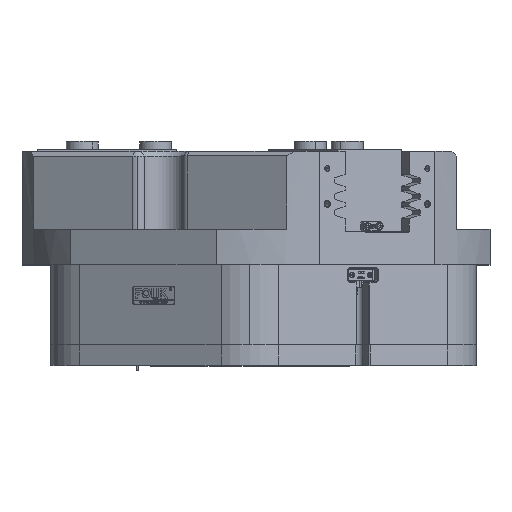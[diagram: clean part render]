
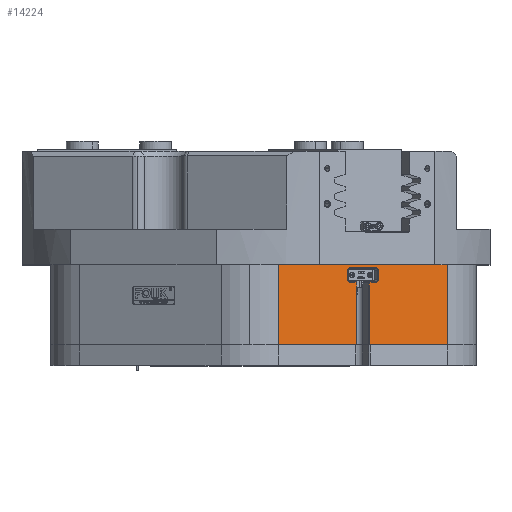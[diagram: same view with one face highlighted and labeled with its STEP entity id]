
A CAD part, top view. The second image highlights one B-rep face of the part: STEP entity #14224.
In plain terms, the highlighted planar face has unit normal (0.5, 0, 0.866).
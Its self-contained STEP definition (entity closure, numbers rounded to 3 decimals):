
#367 = VERTEX_POINT ( 'NONE', #53724 ) ;
#371 = DIRECTION ( 'NONE',  ( 0., 1., 0. ) ) ;
#394 = DIRECTION ( 'NONE',  ( -0.5, 0., -0.866 ) ) ;
#448 = ORIENTED_EDGE ( 'NONE', *, *, #18568, .T. ) ;
#939 = VECTOR ( 'NONE', #12003, 1000. ) ;
#1410 = CARTESIAN_POINT ( 'NONE',  ( 102.258, 67.3, 151.117 ) ) ;
#1676 = ORIENTED_EDGE ( 'NONE', *, *, #38776, .T. ) ;
#1765 = VECTOR ( 'NONE', #40702, 1000. ) ;
#2109 = CIRCLE ( 'NONE', #56333, 2.3 ) ;
#2243 = ORIENTED_EDGE ( 'NONE', *, *, #22766, .T. ) ;
#2513 = CIRCLE ( 'NONE', #50322, 2.3 ) ;
#2736 = LINE ( 'NONE', #29959, #38355 ) ;
#2866 = DIRECTION ( 'NONE',  ( 0., -1., 0. ) ) ;
#2874 = DIRECTION ( 'NONE',  ( -0.866, 0., 0.5 ) ) ;
#3026 = CARTESIAN_POINT ( 'NONE',  ( 96.456, 54., 154.467 ) ) ;
#3036 = DIRECTION ( 'NONE',  ( -0.5, 0., -0.866 ) ) ;
#3335 = ORIENTED_EDGE ( 'NONE', *, *, #56160, .T. ) ;
#3452 = CARTESIAN_POINT ( 'NONE',  ( 79.742, 54.7, 164.117 ) ) ;
#3634 = DIRECTION ( 'NONE',  ( 0.866, 0., -0.5 ) ) ;
#4004 = VERTEX_POINT ( 'NONE', #1410 ) ;
#4233 = VERTEX_POINT ( 'NONE', #52510 ) ;
#4569 = CARTESIAN_POINT ( 'NONE',  ( 165., 70., 114.893 ) ) ;
#4782 = ORIENTED_EDGE ( 'NONE', *, *, #10291, .F. ) ;
#4920 = CARTESIAN_POINT ( 'NONE',  ( 79.742, 67.3, 164.117 ) ) ;
#5810 = DIRECTION ( 'NONE',  ( -0.866, 0., 0.5 ) ) ;
#6063 = ORIENTED_EDGE ( 'NONE', *, *, #51232, .T. ) ;
#6080 = DIRECTION ( 'NONE',  ( 0.5, 0., 0.866 ) ) ;
#6379 = ORIENTED_EDGE ( 'NONE', *, *, #18818, .T. ) ;
#6511 = EDGE_CURVE ( 'NONE', #22293, #6597, #35838, .T. ) ;
#6597 = VERTEX_POINT ( 'NONE', #4569 ) ;
#6665 = EDGE_LOOP ( 'NONE', ( #4782, #57905, #34956, #47812, #448, #1676, #55330, #6063, #36561, #20805, #6379, #2243, #32841, #3335, #13222, #59054, #48475, #14529 ) ) ;
#7108 = VECTOR ( 'NONE', #371, 1000. ) ;
#7604 = CIRCLE ( 'NONE', #19217, 2.3 ) ;
#7730 = LINE ( 'NONE', #13259, #36172 ) ;
#7846 = CIRCLE ( 'NONE', #58566, 2.3 ) ;
#8610 = CARTESIAN_POINT ( 'NONE',  ( 77.75, 57., 165.267 ) ) ;
#9341 = VECTOR ( 'NONE', #11611, 1000. ) ;
#10291 = EDGE_CURVE ( 'NONE', #13834, #20993, #58219, .T. ) ;
#10862 = VERTEX_POINT ( 'NONE', #39211 ) ;
#11546 = CIRCLE ( 'NONE', #31476, 0.7 ) ;
#11611 = DIRECTION ( 'NONE',  ( -0.866, 0., 0.5 ) ) ;
#11695 = LINE ( 'NONE', #49507, #50732 ) ;
#12003 = DIRECTION ( 'NONE',  ( 0., 1., 0. ) ) ;
#12584 = CARTESIAN_POINT ( 'NONE',  ( 165., 70., 114.893 ) ) ;
#12878 = CARTESIAN_POINT ( 'NONE',  ( 364., 67.3, 0. ) ) ;
#13222 = ORIENTED_EDGE ( 'NONE', *, *, #21063, .F. ) ;
#13259 = CARTESIAN_POINT ( 'NONE',  ( 79.742, 54.7, 164.117 ) ) ;
#13784 = CARTESIAN_POINT ( 'NONE',  ( 85.544, 54., 160.767 ) ) ;
#13834 = VERTEX_POINT ( 'NONE', #57808 ) ;
#13897 = CARTESIAN_POINT ( 'NONE',  ( 96.456, 0., 154.467 ) ) ;
#14224 = ADVANCED_FACE ( 'NONE', ( #41672 ), #15662, .T. ) ;
#14529 = ORIENTED_EDGE ( 'NONE', *, *, #45218, .T. ) ;
#14998 = CARTESIAN_POINT ( 'NONE',  ( 364., 70., 0. ) ) ;
#15456 = DIRECTION ( 'NONE',  ( -0.5, 0., -0.866 ) ) ;
#15662 = PLANE ( 'NONE',  #28369 ) ;
#16231 = CARTESIAN_POINT ( 'NONE',  ( 364., 0., 0. ) ) ;
#16455 = LINE ( 'NONE', #57837, #28524 ) ;
#17274 = VERTEX_POINT ( 'NONE', #3026 ) ;
#17832 = CARTESIAN_POINT ( 'NONE',  ( 104.25, 57., 149.967 ) ) ;
#17865 = EDGE_CURVE ( 'NONE', #4233, #17274, #11546, .T. ) ;
#18242 = VERTEX_POINT ( 'NONE', #49416 ) ;
#18568 = EDGE_CURVE ( 'NONE', #41547, #34223, #2109, .T. ) ;
#18780 = DIRECTION ( 'NONE',  ( 0.866, 0., -0.5 ) ) ;
#18818 = EDGE_CURVE ( 'NONE', #31386, #55411, #7846, .T. ) ;
#19217 = AXIS2_PLACEMENT_3D ( 'NONE', #24163, #15456, #55975 ) ;
#19468 = DIRECTION ( 'NONE',  ( 0.5, 0., 0.866 ) ) ;
#20038 = LINE ( 'NONE', #38826, #9341 ) ;
#20805 = ORIENTED_EDGE ( 'NONE', *, *, #30362, .T. ) ;
#20993 = VERTEX_POINT ( 'NONE', #43976 ) ;
#21063 = EDGE_CURVE ( 'NONE', #22293, #56179, #20038, .T. ) ;
#21955 = CARTESIAN_POINT ( 'NONE',  ( 79.742, 57., 164.117 ) ) ;
#22293 = VERTEX_POINT ( 'NONE', #34587 ) ;
#22616 = LINE ( 'NONE', #12878, #43992 ) ;
#22766 = EDGE_CURVE ( 'NONE', #55411, #4233, #2736, .T. ) ;
#22869 = EDGE_CURVE ( 'NONE', #10862, #41547, #7730, .T. ) ;
#22878 = VECTOR ( 'NONE', #2866, 1000. ) ;
#24163 = CARTESIAN_POINT ( 'NONE',  ( 79.742, 65., 164.117 ) ) ;
#24684 = VERTEX_POINT ( 'NONE', #26047 ) ;
#24838 = EDGE_CURVE ( 'NONE', #4004, #24684, #2513, .T. ) ;
#24981 = DIRECTION ( 'NONE',  ( 0.866, 0., -0.5 ) ) ;
#25407 = CARTESIAN_POINT ( 'NONE',  ( 104.25, 57., 149.967 ) ) ;
#26047 = CARTESIAN_POINT ( 'NONE',  ( 104.25, 65., 149.967 ) ) ;
#26634 = DIRECTION ( 'NONE',  ( 0.5, 0., 0.866 ) ) ;
#26800 = CARTESIAN_POINT ( 'NONE',  ( 102.258, 65., 151.117 ) ) ;
#26918 = DIRECTION ( 'NONE',  ( -0.866, 0., 0.5 ) ) ;
#27693 = CARTESIAN_POINT ( 'NONE',  ( 102.258, 57., 151.117 ) ) ;
#28369 = AXIS2_PLACEMENT_3D ( 'NONE', #52172, #6080, #24981 ) ;
#28524 = VECTOR ( 'NONE', #53443, 1000. ) ;
#29085 = EDGE_CURVE ( 'NONE', #51146, #37585, #7604, .T. ) ;
#29959 = CARTESIAN_POINT ( 'NONE',  ( 97.062, 54.7, 154.117 ) ) ;
#30152 = CARTESIAN_POINT ( 'NONE',  ( 17., 70., 200.341 ) ) ;
#30362 = EDGE_CURVE ( 'NONE', #24684, #31386, #55898, .T. ) ;
#30464 = CARTESIAN_POINT ( 'NONE',  ( 102.258, 54.7, 151.117 ) ) ;
#31386 = VERTEX_POINT ( 'NONE', #17832 ) ;
#31476 = AXIS2_PLACEMENT_3D ( 'NONE', #58455, #26634, #40562 ) ;
#32499 = AXIS2_PLACEMENT_3D ( 'NONE', #45660, #19468, #34537 ) ;
#32741 = LINE ( 'NONE', #13784, #7108 ) ;
#32841 = ORIENTED_EDGE ( 'NONE', *, *, #17865, .T. ) ;
#34223 = VERTEX_POINT ( 'NONE', #8610 ) ;
#34537 = DIRECTION ( 'NONE',  ( 0.866, 0., -0.5 ) ) ;
#34587 = CARTESIAN_POINT ( 'NONE',  ( 165., 0., 114.893 ) ) ;
#34956 = ORIENTED_EDGE ( 'NONE', *, *, #45670, .T. ) ;
#35838 = LINE ( 'NONE', #12584, #939 ) ;
#36009 = DIRECTION ( 'NONE',  ( 0., 1., 0. ) ) ;
#36131 = DIRECTION ( 'NONE',  ( 0.866, 0., -0.5 ) ) ;
#36172 = VECTOR ( 'NONE', #26918, 1000. ) ;
#36387 = LINE ( 'NONE', #30152, #22878 ) ;
#36561 = ORIENTED_EDGE ( 'NONE', *, *, #24838, .T. ) ;
#37003 = LINE ( 'NONE', #14998, #41981 ) ;
#37585 = VERTEX_POINT ( 'NONE', #4920 ) ;
#38355 = VECTOR ( 'NONE', #2874, 1000. ) ;
#38776 = EDGE_CURVE ( 'NONE', #34223, #51146, #11695, .T. ) ;
#38826 = CARTESIAN_POINT ( 'NONE',  ( 364., 0., 0. ) ) ;
#39211 = CARTESIAN_POINT ( 'NONE',  ( 84.938, 54.7, 161.117 ) ) ;
#40562 = DIRECTION ( 'NONE',  ( 0.866, 0., -0.5 ) ) ;
#40702 = DIRECTION ( 'NONE',  ( 0., -1., 0. ) ) ;
#41547 = VERTEX_POINT ( 'NONE', #3452 ) ;
#41672 = FACE_OUTER_BOUND ( 'NONE', #6665, .T. ) ;
#41981 = VECTOR ( 'NONE', #5810, 1000. ) ;
#43976 = CARTESIAN_POINT ( 'NONE',  ( 17., 0., 200.341 ) ) ;
#43992 = VECTOR ( 'NONE', #45203, 1000. ) ;
#45203 = DIRECTION ( 'NONE',  ( 0.866, 0., -0.5 ) ) ;
#45218 = EDGE_CURVE ( 'NONE', #367, #20993, #36387, .T. ) ;
#45270 = DIRECTION ( 'NONE',  ( -0.5, 0., -0.866 ) ) ;
#45660 = CARTESIAN_POINT ( 'NONE',  ( 84.938, 54., 161.117 ) ) ;
#45670 = EDGE_CURVE ( 'NONE', #18242, #10862, #55592, .T. ) ;
#47812 = ORIENTED_EDGE ( 'NONE', *, *, #22869, .T. ) ;
#48174 = DIRECTION ( 'NONE',  ( -0.866, 0., 0.5 ) ) ;
#48475 = ORIENTED_EDGE ( 'NONE', *, *, #57643, .T. ) ;
#49416 = CARTESIAN_POINT ( 'NONE',  ( 85.544, 54., 160.767 ) ) ;
#49507 = CARTESIAN_POINT ( 'NONE',  ( 77.75, 65., 165.267 ) ) ;
#49667 = VECTOR ( 'NONE', #48174, 1000. ) ;
#50322 = AXIS2_PLACEMENT_3D ( 'NONE', #26800, #45270, #36131 ) ;
#50732 = VECTOR ( 'NONE', #36009, 1000. ) ;
#51146 = VERTEX_POINT ( 'NONE', #57219 ) ;
#51232 = EDGE_CURVE ( 'NONE', #37585, #4004, #22616, .T. ) ;
#52172 = CARTESIAN_POINT ( 'NONE',  ( 364., 70., 0. ) ) ;
#52510 = CARTESIAN_POINT ( 'NONE',  ( 97.062, 54.7, 154.117 ) ) ;
#53443 = DIRECTION ( 'NONE',  ( 0., -1., 0. ) ) ;
#53724 = CARTESIAN_POINT ( 'NONE',  ( 17., 70., 200.341 ) ) ;
#55330 = ORIENTED_EDGE ( 'NONE', *, *, #29085, .T. ) ;
#55411 = VERTEX_POINT ( 'NONE', #30464 ) ;
#55592 = CIRCLE ( 'NONE', #32499, 0.7 ) ;
#55898 = LINE ( 'NONE', #25407, #1765 ) ;
#55975 = DIRECTION ( 'NONE',  ( 0.866, 0., -0.5 ) ) ;
#56160 = EDGE_CURVE ( 'NONE', #17274, #56179, #16455, .T. ) ;
#56179 = VERTEX_POINT ( 'NONE', #13897 ) ;
#56333 = AXIS2_PLACEMENT_3D ( 'NONE', #21955, #3036, #3634 ) ;
#56800 = EDGE_CURVE ( 'NONE', #13834, #18242, #32741, .T. ) ;
#57219 = CARTESIAN_POINT ( 'NONE',  ( 77.75, 65., 165.267 ) ) ;
#57643 = EDGE_CURVE ( 'NONE', #6597, #367, #37003, .T. ) ;
#57808 = CARTESIAN_POINT ( 'NONE',  ( 85.544, 0., 160.767 ) ) ;
#57837 = CARTESIAN_POINT ( 'NONE',  ( 96.456, 0., 154.467 ) ) ;
#57905 = ORIENTED_EDGE ( 'NONE', *, *, #56800, .T. ) ;
#58219 = LINE ( 'NONE', #16231, #49667 ) ;
#58455 = CARTESIAN_POINT ( 'NONE',  ( 97.062, 54., 154.117 ) ) ;
#58566 = AXIS2_PLACEMENT_3D ( 'NONE', #27693, #394, #18780 ) ;
#59054 = ORIENTED_EDGE ( 'NONE', *, *, #6511, .T. ) ;
